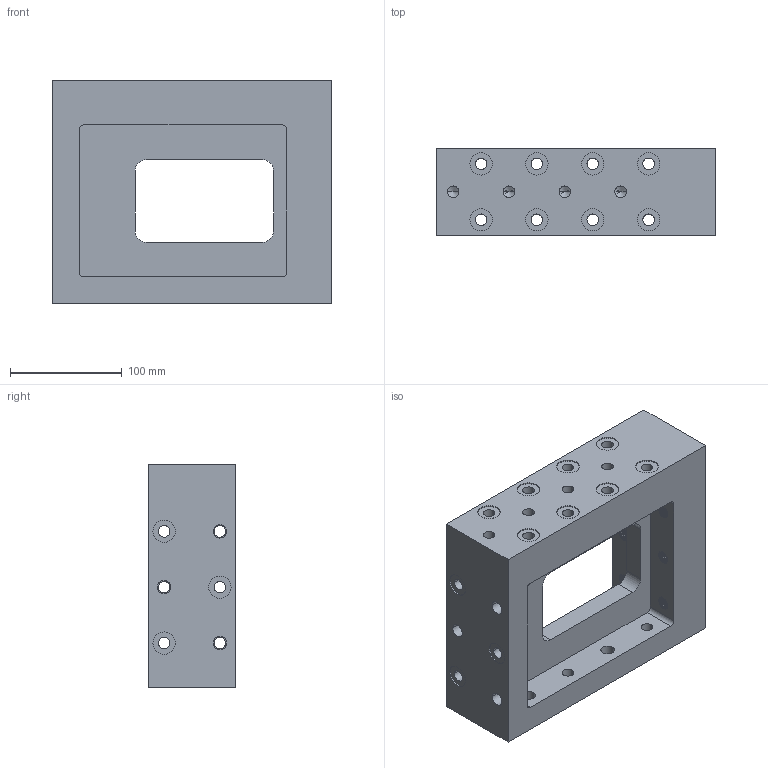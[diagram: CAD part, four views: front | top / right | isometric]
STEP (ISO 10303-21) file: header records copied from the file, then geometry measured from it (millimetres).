
FILE_DESCRIPTION(('STEP AP214'),'1');
FILE_NAME(' ',' ',('TraceParts'),('TraceParts S.A.'),'XStep 1.0',' ',' ');
FILE_SCHEMA(('automotive_design'));
Length unit declared in the file: millimetre
Products named in the file (1): 1
Bounding box: 250 x 78 x 200 mm (x, y, z)
Volume: 2108142.9 mm3; surface area: 239591.7 mm2
Topology: 1 solids, 1 shells, 2563 faces, 5218 edges, 2672 vertices
Faces by surface type: cone 968, torus 952, cylinder 602, plane 41
Entity records: 125930 total; most frequent: DIRECTION 13914, STYLED_ITEM 10438, PRESENTATION_STYLE_ASSIGNMENT 10438, CARTESIAN_POINT 10438, COLOUR_RGB 10438, ORIENTED_EDGE 10404, AXIS2_PLACEMENT_3D 6148, EDGE_CURVE 5202
